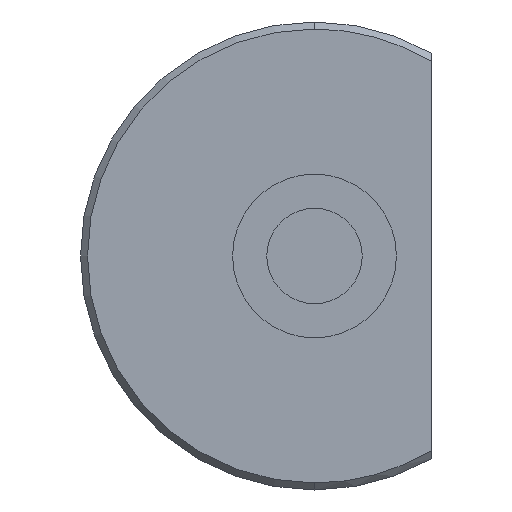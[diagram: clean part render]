
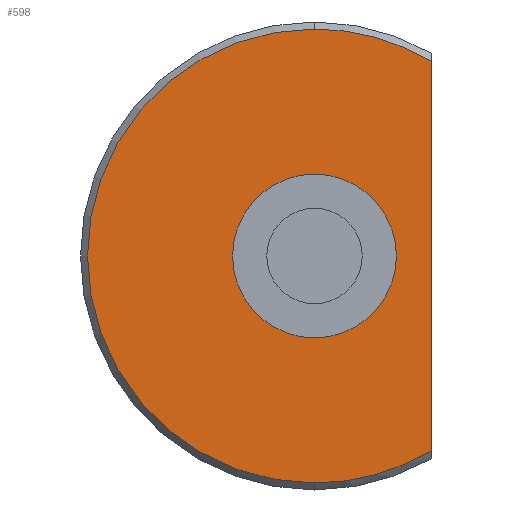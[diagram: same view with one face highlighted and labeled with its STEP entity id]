
A CAD part, left-side view. The second image highlights one B-rep face of the part: STEP entity #598.
In plain terms, the highlighted planar face has unit normal (-1, 0, 0).
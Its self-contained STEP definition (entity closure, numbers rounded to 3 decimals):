
#5 = EDGE_CURVE ( 'NONE', #29, #261, #594, .T. ) ;
#10 = AXIS2_PLACEMENT_3D ( 'NONE', #34, #558, #661 ) ;
#29 = VERTEX_POINT ( 'NONE', #304 ) ;
#30 = DIRECTION ( 'NONE',  ( 0., 0., 1. ) ) ;
#34 = CARTESIAN_POINT ( 'NONE',  ( -16.797, 0., 0. ) ) ;
#35 = CIRCLE ( 'NONE', #460, 12.319 ) ;
#41 = EDGE_CURVE ( 'NONE', #110, #87, #660, .T. ) ;
#55 = CARTESIAN_POINT ( 'NONE',  ( -16.797, -6.35, 10.556 ) ) ;
#61 = CARTESIAN_POINT ( 'NONE',  ( -16.797, 0., 0. ) ) ;
#87 = VERTEX_POINT ( 'NONE', #55 ) ;
#92 = DIRECTION ( 'NONE',  ( 0., 0., 1. ) ) ;
#101 = CARTESIAN_POINT ( 'NONE',  ( -16.797, -6.35, 0. ) ) ;
#104 = CARTESIAN_POINT ( 'NONE',  ( -16.797, 0., 0. ) ) ;
#110 = VERTEX_POINT ( 'NONE', #459 ) ;
#111 = AXIS2_PLACEMENT_3D ( 'NONE', #716, #132, #30 ) ;
#117 = DIRECTION ( 'NONE',  ( 0., 0., 1. ) ) ;
#129 = CARTESIAN_POINT ( 'NONE',  ( -16.797, 0., -4.445 ) ) ;
#132 = DIRECTION ( 'NONE',  ( -1., 0., 0. ) ) ;
#144 = ORIENTED_EDGE ( 'NONE', *, *, #41, .T. ) ;
#147 = PLANE ( 'NONE',  #582 ) ;
#173 = DIRECTION ( 'NONE',  ( -1., 0., 0. ) ) ;
#187 = EDGE_LOOP ( 'NONE', ( #248, #649, #303, #144 ) ) ;
#193 = DIRECTION ( 'NONE',  ( -1., 0., 0. ) ) ;
#198 = DIRECTION ( 'NONE',  ( -1., 0., 0. ) ) ;
#209 = VECTOR ( 'NONE', #746, 1000. ) ;
#211 = CARTESIAN_POINT ( 'NONE',  ( -16.797, 0., 12.319 ) ) ;
#248 = ORIENTED_EDGE ( 'NONE', *, *, #692, .T. ) ;
#250 = ORIENTED_EDGE ( 'NONE', *, *, #420, .F. ) ;
#257 = EDGE_LOOP ( 'NONE', ( #329, #250 ) ) ;
#261 = VERTEX_POINT ( 'NONE', #129 ) ;
#303 = ORIENTED_EDGE ( 'NONE', *, *, #580, .T. ) ;
#304 = CARTESIAN_POINT ( 'NONE',  ( -16.797, 0., 4.445 ) ) ;
#329 = ORIENTED_EDGE ( 'NONE', *, *, #5, .F. ) ;
#345 = DIRECTION ( 'NONE',  ( 0., 0., 1. ) ) ;
#361 = VERTEX_POINT ( 'NONE', #211 ) ;
#413 = CIRCLE ( 'NONE', #462, 12.319 ) ;
#420 = EDGE_CURVE ( 'NONE', #261, #29, #694, .T. ) ;
#451 = EDGE_CURVE ( 'NONE', #361, #503, #35, .T. ) ;
#453 = CARTESIAN_POINT ( 'NONE',  ( -16.797, 0., -12.319 ) ) ;
#459 = CARTESIAN_POINT ( 'NONE',  ( -16.797, -6.35, -10.556 ) ) ;
#460 = AXIS2_PLACEMENT_3D ( 'NONE', #104, #508, #345 ) ;
#462 = AXIS2_PLACEMENT_3D ( 'NONE', #670, #193, #549 ) ;
#485 = AXIS2_PLACEMENT_3D ( 'NONE', #61, #173, #117 ) ;
#489 = FACE_BOUND ( 'NONE', #257, .T. ) ;
#502 = FACE_OUTER_BOUND ( 'NONE', #187, .T. ) ;
#503 = VERTEX_POINT ( 'NONE', #453 ) ;
#508 = DIRECTION ( 'NONE',  ( -1., 0., 0. ) ) ;
#549 = DIRECTION ( 'NONE',  ( 0., 0., 1. ) ) ;
#558 = DIRECTION ( 'NONE',  ( -1., 0., 0. ) ) ;
#571 = CIRCLE ( 'NONE', #485, 12.319 ) ;
#580 = EDGE_CURVE ( 'NONE', #503, #110, #571, .T. ) ;
#582 = AXIS2_PLACEMENT_3D ( 'NONE', #615, #198, #92 ) ;
#594 = CIRCLE ( 'NONE', #111, 4.445 ) ;
#598 = ADVANCED_FACE ( 'NONE', ( #502, #489 ), #147, .T. ) ;
#615 = CARTESIAN_POINT ( 'NONE',  ( -16.797, -4.445, 0. ) ) ;
#649 = ORIENTED_EDGE ( 'NONE', *, *, #451, .T. ) ;
#660 = LINE ( 'NONE', #101, #209 ) ;
#661 = DIRECTION ( 'NONE',  ( 0., 0., 1. ) ) ;
#670 = CARTESIAN_POINT ( 'NONE',  ( -16.797, 0., 0. ) ) ;
#692 = EDGE_CURVE ( 'NONE', #87, #361, #413, .T. ) ;
#694 = CIRCLE ( 'NONE', #10, 4.445 ) ;
#716 = CARTESIAN_POINT ( 'NONE',  ( -16.797, 0., 0. ) ) ;
#746 = DIRECTION ( 'NONE',  ( 0., 0., 1. ) ) ;
